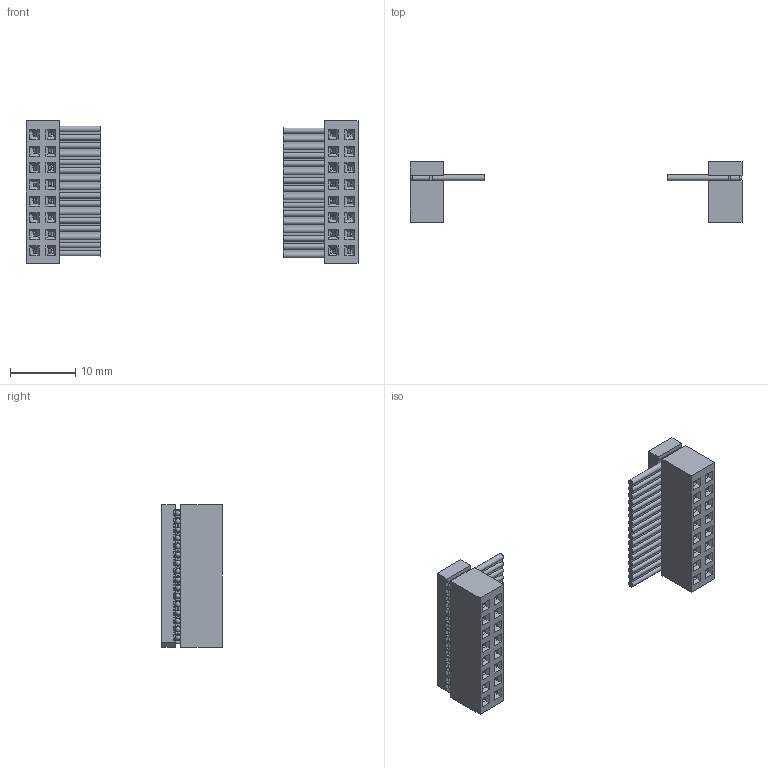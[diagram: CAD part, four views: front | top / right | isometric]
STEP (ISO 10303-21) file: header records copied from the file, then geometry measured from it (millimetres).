
FILE_DESCRIPTION(/* description */ ('STEP AP214'),/* implementation_level */ '2;1');
FILE_NAME(/* name */ 'IDSD-08-D-10.00',/* time_stamp */ '2023-01-10T23:03:42+01:00',/* author */ ('License CC BY-ND 4.0'),/* organization */ ('CADENAS'),/* preprocessor_version */ 'ST-DEVELOPER v18.102',/* originating_system */ 'PARTsolutions',/* authorisation */ ' ');
FILE_SCHEMA (('AUTOMOTIVE_DESIGN {1 0 10303 214 3 1 1}'));
Length unit declared in the file: inch
Products named in the file (5): IDSD-08-D-10.00; IDSD-08_pin; IDSD-08_ub; IDSD-08_lb; IDSD-08-S-2_ce
Assembly tree (10 placements, depth 2):
  IDSD-08-D-10.00
    IDSD-08_pin  x4
    IDSD-08_ub  x2
    IDSD-08_lb  x2
    IDSD-08-S-2_ce  x2
Bounding box: 50.8 x 9.27 x 21.82 mm (x, y, z)
Volume: 1843.3 mm3; surface area: 5358.8 mm2
Topology: 10 solids, 10 shells, 2130 faces, 6218 edges, 4104 vertices
Faces by surface type: plane 1956, cylinder 142, sphere 32
Entity records: 27278 total; most frequent: CARTESIAN_POINT 4849, ORIENTED_EDGE 4830, DIRECTION 4305, EDGE_CURVE 2415, LINE 2213, VECTOR 2213, VERTEX_POINT 1590, AXIS2_PLACEMENT_3D 1046
